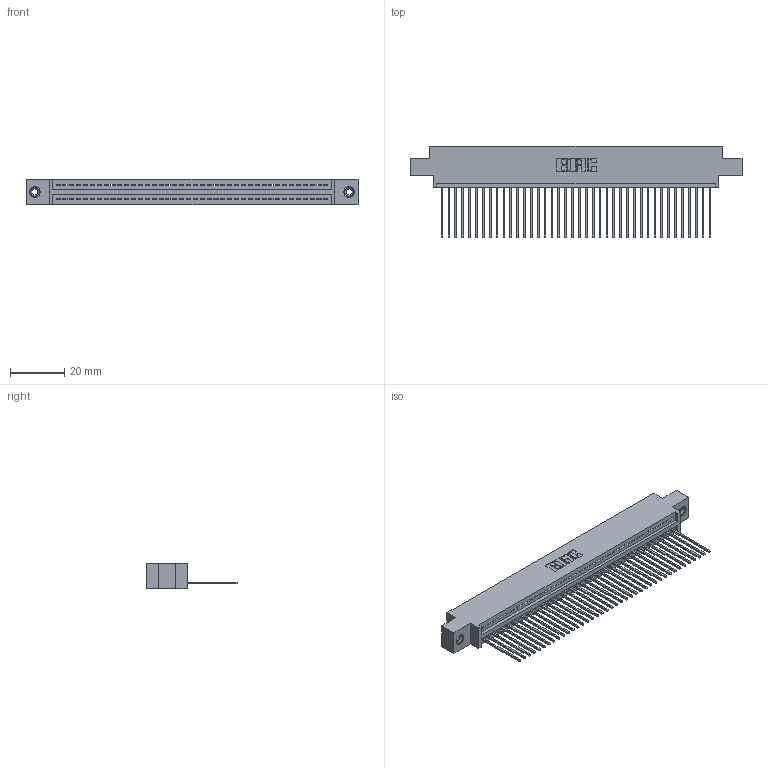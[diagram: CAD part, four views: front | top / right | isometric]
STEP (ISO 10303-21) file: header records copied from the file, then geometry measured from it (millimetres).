
FILE_DESCRIPTION (( 'STEP AP203' ), '1' );
FILE_NAME ('345-040-541-608.STEP', '2019-10-08T09:51:51', ( '' ), ( '' ), 'SwSTEP 2.0', 'SolidWorks 2016', '' );
FILE_SCHEMA (( 'CONFIG_CONTROL_DESIGN' ));
Length unit declared in the file: inch
Products named in the file (4): 345 Part_0.170 Offset - 0.156 Dia-TI; 345-292-001_345-293-141; 345-250-001_345-250-003-102; 345-040-541-608
Assembly tree (43 placements, depth 2):
  345-040-541-608
    345 Part_0.170 Offset - 0.156 Dia-TI
    345-292-001_345-293-141  x40
    345-250-001_345-250-003-102  x2
Bounding box: 122.81 x 33.96 x 9.4 mm (x, y, z)
Volume: 11660.2 mm3; surface area: 16390.6 mm2
Topology: 43 solids, 43 shells, 2510 faces, 7529 edges, 4958 vertices
Faces by surface type: plane 1716, cylinder 778, cone 12, torus 4
Entity records: 31710 total; most frequent: CARTESIAN_POINT 5475, ORIENTED_EDGE 5442, DIRECTION 4811, EDGE_CURVE 2721, VECTOR 2409, LINE 2409, VERTEX_POINT 1808, AXIS2_PLACEMENT_3D 1201
